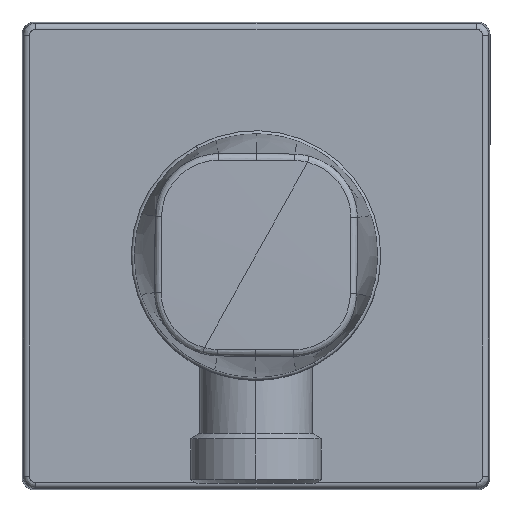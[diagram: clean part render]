
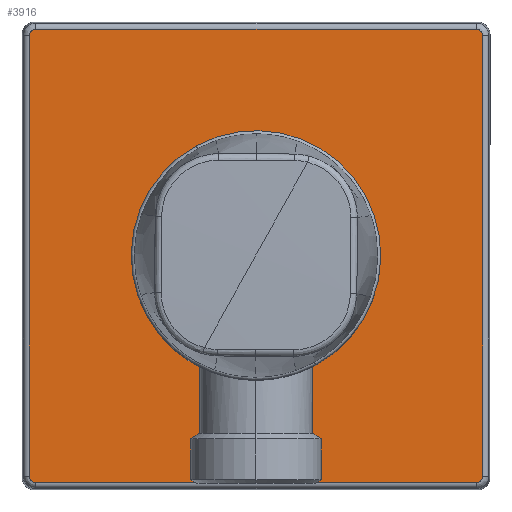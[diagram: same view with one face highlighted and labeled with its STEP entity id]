
A CAD part, top view. The second image highlights one B-rep face of the part: STEP entity #3916.
In plain terms, the highlighted planar face has unit normal (0, 0, 1).
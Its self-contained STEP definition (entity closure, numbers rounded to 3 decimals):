
#17 = EDGE_LOOP ( 'NONE', ( #3906, #3225, #2835, #781, #4081, #4032, #4401, #614 ) ) ;
#66 = CARTESIAN_POINT ( 'NONE',  ( -35.894, -36.308, 11.6 ) ) ;
#160 = EDGE_LOOP ( 'NONE', ( #168, #746 ) ) ;
#168 = ORIENTED_EDGE ( 'NONE', *, *, #1571, .F. ) ;
#190 = DIRECTION ( 'NONE',  ( 1., 0., 0. ) ) ;
#202 = AXIS2_PLACEMENT_3D ( 'NONE', #3050, #973, #3405 ) ;
#228 = VERTEX_POINT ( 'NONE', #1149 ) ;
#241 = CARTESIAN_POINT ( 'NONE',  ( 36.308, 35.308, 11.6 ) ) ;
#349 = AXIS2_PLACEMENT_3D ( 'NONE', #1333, #3768, #1693 ) ;
#375 = VERTEX_POINT ( 'NONE', #1894 ) ;
#399 = CARTESIAN_POINT ( 'NONE',  ( -36.308, -35.894, 11.6 ) ) ;
#432 = EDGE_CURVE ( 'NONE', #375, #228, #2573, .T. ) ;
#456 = VERTEX_POINT ( 'NONE', #2325 ) ;
#589 = CARTESIAN_POINT ( 'NONE',  ( 35.894, 36.308, 11.6 ) ) ;
#605 = DIRECTION ( 'NONE',  ( -1., 0., 0. ) ) ;
#614 = ORIENTED_EDGE ( 'NONE', *, *, #1997, .T. ) ;
#691 = CARTESIAN_POINT ( 'NONE',  ( 35.894, -36.308, 11.6 ) ) ;
#693 = CARTESIAN_POINT ( 'NONE',  ( 0., -36.308, 11.6 ) ) ;
#729 = VECTOR ( 'NONE', #3410, 1000. ) ;
#733 = VECTOR ( 'NONE', #3695, 1000. ) ;
#746 = ORIENTED_EDGE ( 'NONE', *, *, #2889, .F. ) ;
#759 = DIRECTION ( 'NONE',  ( 0., 1., 0. ) ) ;
#781 = ORIENTED_EDGE ( 'NONE', *, *, #3829, .T. ) ;
#973 = DIRECTION ( 'NONE',  ( 0., 0., 1. ) ) ;
#992 = AXIS2_PLACEMENT_3D ( 'NONE', #4192, #3535, #190 ) ;
#1149 = CARTESIAN_POINT ( 'NONE',  ( -36.308, 35.308, 11.6 ) ) ;
#1333 = CARTESIAN_POINT ( 'NONE',  ( 0., 0., 11.6 ) ) ;
#1380 = VERTEX_POINT ( 'NONE', #2812 ) ;
#1385 = CARTESIAN_POINT ( 'NONE',  ( 36.308, -35.308, 11.6 ) ) ;
#1430 = CARTESIAN_POINT ( 'NONE',  ( 36.308, 0., 11.6 ) ) ;
#1433 = CARTESIAN_POINT ( 'NONE',  ( 35.308, 36.308, 11.6 ) ) ;
#1571 = EDGE_CURVE ( 'NONE', #3301, #3779, #1715, .T. ) ;
#1581 =( BOUNDED_CURVE ( )  B_SPLINE_CURVE ( 3, ( #241, #3349, #589, #3008 ),
 .UNSPECIFIED., .F., .T. ) 
 B_SPLINE_CURVE_WITH_KNOTS ( ( 4, 4 ),
 ( 2.356, 3.927 ),
 .UNSPECIFIED. ) 
 CURVE ( )  GEOMETRIC_REPRESENTATION_ITEM ( )  RATIONAL_B_SPLINE_CURVE ( ( 1., 0.805, 0.805, 1. ) ) 
 REPRESENTATION_ITEM ( '' )  );
#1582 = CARTESIAN_POINT ( 'NONE',  ( -35.308, 36.308, 11.6 ) ) ;
#1693 = DIRECTION ( 'NONE',  ( 1., 0., 0. ) ) ;
#1715 = CIRCLE ( 'NONE', #992, 20. ) ;
#1767 = FACE_BOUND ( 'NONE', #160, .T. ) ;
#1884 = FACE_OUTER_BOUND ( 'NONE', #17, .T. ) ;
#1887 = EDGE_CURVE ( 'NONE', #456, #4356, #1581, .T. ) ;
#1894 = CARTESIAN_POINT ( 'NONE',  ( -35.308, 36.308, 11.6 ) ) ;
#1997 = EDGE_CURVE ( 'NONE', #4356, #375, #3238, .T. ) ;
#2027 = LINE ( 'NONE', #1430, #2134 ) ;
#2120 = CARTESIAN_POINT ( 'NONE',  ( -36.308, -35.308, 11.6 ) ) ;
#2134 = VECTOR ( 'NONE', #759, 1000. ) ;
#2325 = CARTESIAN_POINT ( 'NONE',  ( 36.308, 35.308, 11.6 ) ) ;
#2430 = CARTESIAN_POINT ( 'NONE',  ( 9.589, -17.552, 11.6 ) ) ;
#2490 = CARTESIAN_POINT ( 'NONE',  ( -35.308, -36.308, 11.6 ) ) ;
#2573 =( BOUNDED_CURVE ( )  B_SPLINE_CURVE ( 3, ( #1582, #2592, #2610, #4406 ),
 .UNSPECIFIED., .F., .F. ) 
 B_SPLINE_CURVE_WITH_KNOTS ( ( 4, 4 ),
 ( 2.356, 3.927 ),
 .UNSPECIFIED. ) 
 CURVE ( )  GEOMETRIC_REPRESENTATION_ITEM ( )  RATIONAL_B_SPLINE_CURVE ( ( 1., 0.805, 0.805, 1. ) ) 
 REPRESENTATION_ITEM ( '' )  );
#2591 = LINE ( 'NONE', #693, #729 ) ;
#2592 = CARTESIAN_POINT ( 'NONE',  ( -35.894, 36.308, 11.6 ) ) ;
#2610 = CARTESIAN_POINT ( 'NONE',  ( -36.308, 35.894, 11.6 ) ) ;
#2640 = CARTESIAN_POINT ( 'NONE',  ( -36.308, 0., 11.6 ) ) ;
#2642 = CARTESIAN_POINT ( 'NONE',  ( -36.308, -35.308, 11.6 ) ) ;
#2650 = VECTOR ( 'NONE', #605, 1000. ) ;
#2801 = EDGE_CURVE ( 'NONE', #228, #3556, #4218, .T. ) ;
#2812 = CARTESIAN_POINT ( 'NONE',  ( 35.308, -36.308, 11.6 ) ) ;
#2835 = ORIENTED_EDGE ( 'NONE', *, *, #3510, .T. ) ;
#2889 = EDGE_CURVE ( 'NONE', #3779, #3301, #4342, .T. ) ;
#2925 = VERTEX_POINT ( 'NONE', #4123 ) ;
#2987 = VERTEX_POINT ( 'NONE', #3076 ) ;
#3008 = CARTESIAN_POINT ( 'NONE',  ( 35.308, 36.308, 11.6 ) ) ;
#3042 = CARTESIAN_POINT ( 'NONE',  ( -9.589, 17.552, 11.6 ) ) ;
#3050 = CARTESIAN_POINT ( 'NONE',  ( 0., 0., 11.6 ) ) ;
#3076 = CARTESIAN_POINT ( 'NONE',  ( -35.308, -36.308, 11.6 ) ) ;
#3121 = EDGE_CURVE ( 'NONE', #1380, #2925, #4300, .T. ) ;
#3225 = ORIENTED_EDGE ( 'NONE', *, *, #2801, .T. ) ;
#3238 = LINE ( 'NONE', #4068, #2650 ) ;
#3301 = VERTEX_POINT ( 'NONE', #2430 ) ;
#3349 = CARTESIAN_POINT ( 'NONE',  ( 36.308, 35.894, 11.6 ) ) ;
#3405 = DIRECTION ( 'NONE',  ( 0., -1., 0. ) ) ;
#3410 = DIRECTION ( 'NONE',  ( 1., 0., 0. ) ) ;
#3446 = EDGE_CURVE ( 'NONE', #2925, #456, #2027, .T. ) ;
#3460 = CARTESIAN_POINT ( 'NONE',  ( 35.308, -36.308, 11.6 ) ) ;
#3474 = CARTESIAN_POINT ( 'NONE',  ( 36.308, -35.894, 11.6 ) ) ;
#3510 = EDGE_CURVE ( 'NONE', #3556, #2987, #4109, .T. ) ;
#3535 = DIRECTION ( 'NONE',  ( 0., 0., 1. ) ) ;
#3556 = VERTEX_POINT ( 'NONE', #2642 ) ;
#3695 = DIRECTION ( 'NONE',  ( 0., -1., 0. ) ) ;
#3768 = DIRECTION ( 'NONE',  ( 0., 0., 1. ) ) ;
#3779 = VERTEX_POINT ( 'NONE', #3042 ) ;
#3829 = EDGE_CURVE ( 'NONE', #2987, #1380, #2591, .T. ) ;
#3906 = ORIENTED_EDGE ( 'NONE', *, *, #432, .T. ) ;
#3916 = ADVANCED_FACE ( 'NONE', ( #1767, #1884 ), #4095, .T. ) ;
#4032 = ORIENTED_EDGE ( 'NONE', *, *, #3446, .T. ) ;
#4068 = CARTESIAN_POINT ( 'NONE',  ( 0., 36.308, 11.6 ) ) ;
#4081 = ORIENTED_EDGE ( 'NONE', *, *, #3121, .T. ) ;
#4095 = PLANE ( 'NONE',  #202 ) ;
#4109 =( BOUNDED_CURVE ( )  B_SPLINE_CURVE ( 3, ( #2120, #399, #66, #2490 ),
 .UNSPECIFIED., .F., .T. ) 
 B_SPLINE_CURVE_WITH_KNOTS ( ( 4, 4 ),
 ( 2.356, 3.927 ),
 .UNSPECIFIED. ) 
 CURVE ( )  GEOMETRIC_REPRESENTATION_ITEM ( )  RATIONAL_B_SPLINE_CURVE ( ( 1., 0.805, 0.805, 1. ) ) 
 REPRESENTATION_ITEM ( '' )  );
#4123 = CARTESIAN_POINT ( 'NONE',  ( 36.308, -35.308, 11.6 ) ) ;
#4192 = CARTESIAN_POINT ( 'NONE',  ( 0., 0., 11.6 ) ) ;
#4218 = LINE ( 'NONE', #2640, #733 ) ;
#4300 =( BOUNDED_CURVE ( )  B_SPLINE_CURVE ( 3, ( #3460, #691, #3474, #1385 ),
 .UNSPECIFIED., .F., .T. ) 
 B_SPLINE_CURVE_WITH_KNOTS ( ( 4, 4 ),
 ( 2.356, 3.927 ),
 .UNSPECIFIED. ) 
 CURVE ( )  GEOMETRIC_REPRESENTATION_ITEM ( )  RATIONAL_B_SPLINE_CURVE ( ( 1., 0.805, 0.805, 1. ) ) 
 REPRESENTATION_ITEM ( '' )  );
#4342 = CIRCLE ( 'NONE', #349, 20. ) ;
#4356 = VERTEX_POINT ( 'NONE', #1433 ) ;
#4401 = ORIENTED_EDGE ( 'NONE', *, *, #1887, .T. ) ;
#4406 = CARTESIAN_POINT ( 'NONE',  ( -36.308, 35.308, 11.6 ) ) ;
